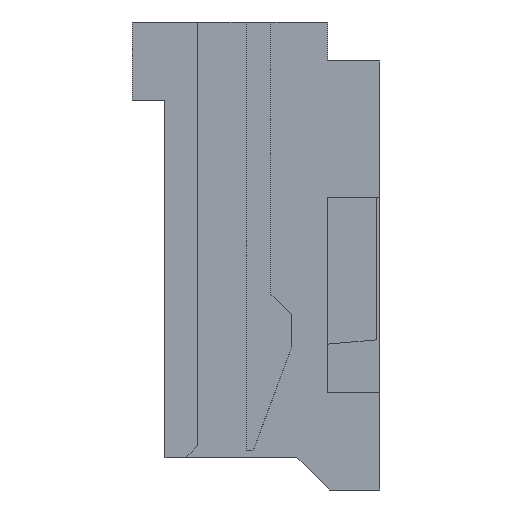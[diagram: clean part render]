
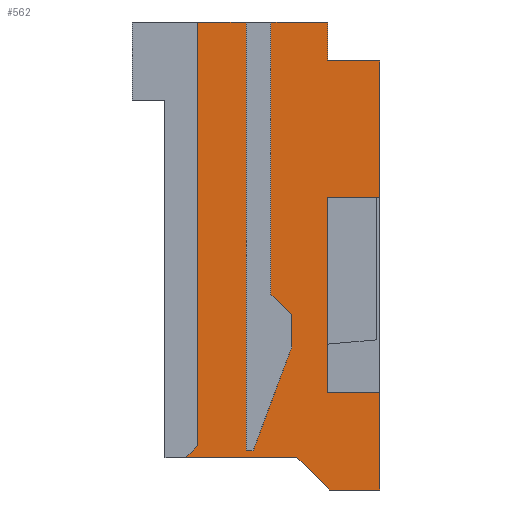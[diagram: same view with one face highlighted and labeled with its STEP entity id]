
A CAD part, left-side view. The second image highlights one B-rep face of the part: STEP entity #562.
In plain terms, the highlighted planar face has unit normal (-1, 0, 0).
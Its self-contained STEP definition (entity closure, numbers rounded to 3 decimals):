
#562 = ADVANCED_FACE( '', ( #1366 ), #1367, .T. );
#1366 = FACE_OUTER_BOUND( '', #2423, .T. );
#1367 = PLANE( '', #2424 );
#2423 = EDGE_LOOP( '', ( #4004, #4005, #4006, #4007, #4008, #4009, #4010, #4011, #4012, #4013, #4014, #4015, #4016, #4017, #4018, #4019, #4020, #4021, #4022, #4023 ) );
#2424 = AXIS2_PLACEMENT_3D( '', #4024, #4025, #4026 );
#4004 = ORIENTED_EDGE( '', *, *, #6939, .T. );
#4005 = ORIENTED_EDGE( '', *, *, #6940, .T. );
#4006 = ORIENTED_EDGE( '', *, *, #6941, .T. );
#4007 = ORIENTED_EDGE( '', *, *, #6735, .T. );
#4008 = ORIENTED_EDGE( '', *, *, #6942, .T. );
#4009 = ORIENTED_EDGE( '', *, *, #6943, .T. );
#4010 = ORIENTED_EDGE( '', *, *, #6614, .T. );
#4011 = ORIENTED_EDGE( '', *, *, #6944, .T. );
#4012 = ORIENTED_EDGE( '', *, *, #6945, .T. );
#4013 = ORIENTED_EDGE( '', *, *, #6946, .T. );
#4014 = ORIENTED_EDGE( '', *, *, #6896, .T. );
#4015 = ORIENTED_EDGE( '', *, *, #6947, .T. );
#4016 = ORIENTED_EDGE( '', *, *, #6948, .T. );
#4017 = ORIENTED_EDGE( '', *, *, #6949, .T. );
#4018 = ORIENTED_EDGE( '', *, *, #6950, .T. );
#4019 = ORIENTED_EDGE( '', *, *, #6951, .F. );
#4020 = ORIENTED_EDGE( '', *, *, #6952, .T. );
#4021 = ORIENTED_EDGE( '', *, *, #6953, .T. );
#4022 = ORIENTED_EDGE( '', *, *, #6954, .T. );
#4023 = ORIENTED_EDGE( '', *, *, #6680, .F. );
#4024 = CARTESIAN_POINT( '', ( -8.9, 0., 0. ) );
#4025 = DIRECTION( '', ( -1., 0., 0. ) );
#4026 = DIRECTION( '', ( 0., 0., 1. ) );
#6614 = EDGE_CURVE( '', #8025, #8023, #8026, .T. );
#6680 = EDGE_CURVE( '', #8141, #8143, #8144, .T. );
#6735 = EDGE_CURVE( '', #8241, #8239, #8242, .T. );
#6896 = EDGE_CURVE( '', #8483, #8481, #8484, .T. );
#6939 = EDGE_CURVE( '', #8141, #8549, #8550, .T. );
#6940 = EDGE_CURVE( '', #8549, #8551, #8552, .T. );
#6941 = EDGE_CURVE( '', #8551, #8241, #8553, .T. );
#6942 = EDGE_CURVE( '', #8239, #8554, #8555, .T. );
#6943 = EDGE_CURVE( '', #8554, #8025, #8556, .T. );
#6944 = EDGE_CURVE( '', #8023, #8557, #8558, .T. );
#6945 = EDGE_CURVE( '', #8557, #8559, #8560, .T. );
#6946 = EDGE_CURVE( '', #8559, #8483, #8561, .T. );
#6947 = EDGE_CURVE( '', #8481, #8562, #8563, .T. );
#6948 = EDGE_CURVE( '', #8562, #8564, #8565, .T. );
#6949 = EDGE_CURVE( '', #8564, #8566, #8567, .T. );
#6950 = EDGE_CURVE( '', #8566, #8568, #8569, .T. );
#6951 = EDGE_CURVE( '', #8570, #8568, #8571, .T. );
#6952 = EDGE_CURVE( '', #8570, #8572, #8573, .T. );
#6953 = EDGE_CURVE( '', #8572, #8574, #8575, .T. );
#6954 = EDGE_CURVE( '', #8574, #8143, #8576, .T. );
#8023 = VERTEX_POINT( '', #10017 );
#8025 = VERTEX_POINT( '', #10020 );
#8026 = LINE( '', #10021, #10022 );
#8141 = VERTEX_POINT( '', #10190 );
#8143 = VERTEX_POINT( '', #10193 );
#8144 = LINE( '', #10194, #10195 );
#8239 = VERTEX_POINT( '', #10339 );
#8241 = VERTEX_POINT( '', #10342 );
#8242 = LINE( '', #10343, #10344 );
#8481 = VERTEX_POINT( '', #10706 );
#8483 = VERTEX_POINT( '', #10709 );
#8484 = LINE( '', #10710, #10711 );
#8549 = VERTEX_POINT( '', #10808 );
#8550 = LINE( '', #10809, #10810 );
#8551 = VERTEX_POINT( '', #10811 );
#8552 = LINE( '', #10812, #10813 );
#8553 = LINE( '', #10814, #10815 );
#8554 = VERTEX_POINT( '', #10816 );
#8555 = LINE( '', #10817, #10818 );
#8556 = LINE( '', #10819, #10820 );
#8557 = VERTEX_POINT( '', #10821 );
#8558 = LINE( '', #10822, #10823 );
#8559 = VERTEX_POINT( '', #10824 );
#8560 = LINE( '', #10825, #10826 );
#8561 = LINE( '', #10827, #10828 );
#8562 = VERTEX_POINT( '', #10829 );
#8563 = LINE( '', #10830, #10831 );
#8564 = VERTEX_POINT( '', #10832 );
#8565 = LINE( '', #10833, #10834 );
#8566 = VERTEX_POINT( '', #10835 );
#8567 = LINE( '', #10836, #10837 );
#8568 = VERTEX_POINT( '', #10838 );
#8569 = LINE( '', #10839, #10840 );
#8570 = VERTEX_POINT( '', #10841 );
#8571 = LINE( '', #10842, #10843 );
#8572 = VERTEX_POINT( '', #10844 );
#8573 = LINE( '', #10845, #10846 );
#8574 = VERTEX_POINT( '', #10847 );
#8575 = LINE( '', #10848, #10849 );
#8576 = LINE( '', #10850, #10851 );
#10017 = CARTESIAN_POINT( '', ( -8.9, 0.15, -2.65 ) );
#10020 = CARTESIAN_POINT( '', ( -8.9, 0.045, -2.65 ) );
#10021 = CARTESIAN_POINT( '', ( -8.9, 0.045, -2.65 ) );
#10022 = VECTOR( '', #12541, 1000. );
#10190 = CARTESIAN_POINT( '', ( -8.9, -1.1, 3.35 ) );
#10193 = CARTESIAN_POINT( '', ( -8.9, -1.9, 3.35 ) );
#10194 = CARTESIAN_POINT( '', ( -8.9, -1.1, 3.35 ) );
#10195 = VECTOR( '', #12596, 1000. );
#10339 = CARTESIAN_POINT( '', ( -8.9, -0.55, -0.55 ) );
#10342 = CARTESIAN_POINT( '', ( -8.9, -0.23, -0.25 ) );
#10343 = CARTESIAN_POINT( '', ( -8.9, -0.23, -0.25 ) );
#10344 = VECTOR( '', #12647, 1000. );
#10706 = CARTESIAN_POINT( '', ( -8.9, 1.08, -2.75 ) );
#10709 = CARTESIAN_POINT( '', ( -8.9, 0.9, -2.57 ) );
#10710 = CARTESIAN_POINT( '', ( -8.9, 0.9, -2.57 ) );
#10711 = VECTOR( '', #12772, 1000. );
#10808 = CARTESIAN_POINT( '', ( -8.9, -1.1, 3.95 ) );
#10809 = CARTESIAN_POINT( '', ( -8.9, -1.1, 3.35 ) );
#10810 = VECTOR( '', #12805, 1000. );
#10811 = CARTESIAN_POINT( '', ( -8.9, -0.23, 3.95 ) );
#10812 = CARTESIAN_POINT( '', ( -8.9, -1.9, 3.95 ) );
#10813 = VECTOR( '', #12806, 1000. );
#10814 = CARTESIAN_POINT( '', ( -8.9, -0.23, 3.95 ) );
#10815 = VECTOR( '', #12807, 1000. );
#10816 = CARTESIAN_POINT( '', ( -8.9, -0.55, -1.05 ) );
#10817 = CARTESIAN_POINT( '', ( -8.9, -0.55, -0.55 ) );
#10818 = VECTOR( '', #12808, 1000. );
#10819 = CARTESIAN_POINT( '', ( -8.9, -0.55, -1.05 ) );
#10820 = VECTOR( '', #12809, 1000. );
#10821 = CARTESIAN_POINT( '', ( -8.9, 0.15, 3.95 ) );
#10822 = CARTESIAN_POINT( '', ( -8.9, 0.15, -2.65 ) );
#10823 = VECTOR( '', #12810, 1000. );
#10824 = CARTESIAN_POINT( '', ( -8.9, 0.9, 3.95 ) );
#10825 = CARTESIAN_POINT( '', ( -8.9, 0.15, 3.95 ) );
#10826 = VECTOR( '', #12811, 1000. );
#10827 = CARTESIAN_POINT( '', ( -8.9, 0.9, 3.95 ) );
#10828 = VECTOR( '', #12812, 1000. );
#10829 = CARTESIAN_POINT( '', ( -8.9, -0.63, -2.75 ) );
#10830 = CARTESIAN_POINT( '', ( -8.9, 1.08, -2.75 ) );
#10831 = VECTOR( '', #12813, 1000. );
#10832 = CARTESIAN_POINT( '', ( -8.9, -1.13, -3.25 ) );
#10833 = CARTESIAN_POINT( '', ( -8.9, -0.63, -2.75 ) );
#10834 = VECTOR( '', #12814, 1000. );
#10835 = CARTESIAN_POINT( '', ( -8.9, -1.9, -3.25 ) );
#10836 = CARTESIAN_POINT( '', ( -8.9, -1.13, -3.25 ) );
#10837 = VECTOR( '', #12815, 1000. );
#10838 = CARTESIAN_POINT( '', ( -8.9, -1.9, -1.75 ) );
#10839 = CARTESIAN_POINT( '', ( -8.9, -1.9, -3.25 ) );
#10840 = VECTOR( '', #12816, 1000. );
#10841 = CARTESIAN_POINT( '', ( -8.9, -1.1, -1.75 ) );
#10842 = CARTESIAN_POINT( '', ( -8.9, -1.1, -1.75 ) );
#10843 = VECTOR( '', #12817, 1000. );
#10844 = CARTESIAN_POINT( '', ( -8.9, -1.1, 1.25 ) );
#10845 = CARTESIAN_POINT( '', ( -8.9, -1.1, -1.75 ) );
#10846 = VECTOR( '', #12818, 1000. );
#10847 = CARTESIAN_POINT( '', ( -8.9, -1.9, 1.25 ) );
#10848 = CARTESIAN_POINT( '', ( -8.9, -1.1, 1.25 ) );
#10849 = VECTOR( '', #12819, 1000. );
#10850 = CARTESIAN_POINT( '', ( -8.9, -1.9, -3.25 ) );
#10851 = VECTOR( '', #12820, 1000. );
#12541 = DIRECTION( '', ( 0., 1., 0. ) );
#12596 = DIRECTION( '', ( 0., -1., 0. ) );
#12647 = DIRECTION( '', ( 0., -0.73, -0.684 ) );
#12772 = DIRECTION( '', ( 0., 0.707, -0.707 ) );
#12805 = DIRECTION( '', ( 0., 0., 1. ) );
#12806 = DIRECTION( '', ( 0., 1., 0. ) );
#12807 = DIRECTION( '', ( 0., 0., -1. ) );
#12808 = DIRECTION( '', ( 0., 0., -1. ) );
#12809 = DIRECTION( '', ( 0., 0.349, -0.937 ) );
#12810 = DIRECTION( '', ( 0., 0., 1. ) );
#12811 = DIRECTION( '', ( 0., 1., 0. ) );
#12812 = DIRECTION( '', ( 0., 0., -1. ) );
#12813 = DIRECTION( '', ( 0., -1., 0. ) );
#12814 = DIRECTION( '', ( 0., -0.707, -0.707 ) );
#12815 = DIRECTION( '', ( 0., -1., 0. ) );
#12816 = DIRECTION( '', ( 0., 0., 1. ) );
#12817 = DIRECTION( '', ( 0., -1., 0. ) );
#12818 = DIRECTION( '', ( 0., 0., 1. ) );
#12819 = DIRECTION( '', ( 0., -1., 0. ) );
#12820 = DIRECTION( '', ( 0., 0., 1. ) );
